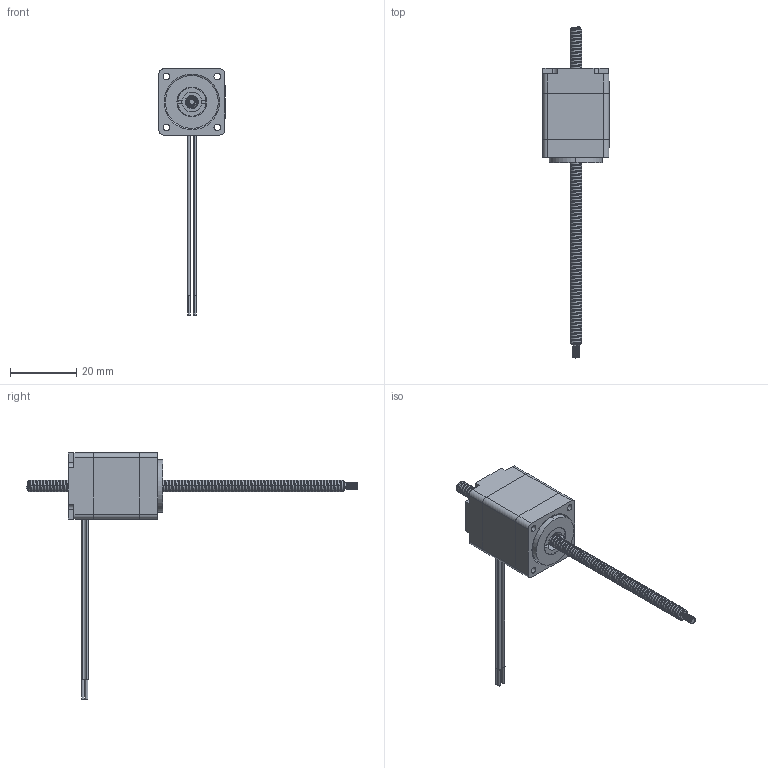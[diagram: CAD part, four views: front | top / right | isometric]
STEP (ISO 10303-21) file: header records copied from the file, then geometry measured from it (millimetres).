
FILE_DESCRIPTION (( 'STEP AP214' ), '1' );
FILE_NAME ('8N21-100.STEP', '2023-03-07T06:40:07', ( '' ), ( '' ), 'SwSTEP 2.0', 'SolidWorks 2022', '' );
FILE_SCHEMA (( 'AUTOMOTIVE_DESIGN' ));
Length unit declared in the file: millimetre
Products named in the file (21): 09-005-4-1.STP; 20单厚标签.STP; 07-008轴承.STP; 8N21-100.STP; 01-167.STP; 09-005-1-1.STP; 09-005-2-1.STP; 01-165-1.STP; 02-156-1-1.STP; 8N21-100; 12-056-1-1.STP; 04-002-3.STP; 05-0229.STP; 09-005-3-1.STP; 02-161.STP; 06-006预紧.STP; 12-057-1.STP; 03-226-6.STP; 12-055-1-1.STP; 07-045-2.STP; 10-001垫片.STP
Assembly tree (22 placements, depth 4):
  8N21-100
    8N21-100.STP
      02-161.STP
        09-005-1-1.STP
        09-005-2-1.STP
        09-005-3-1.STP
        09-005-4-1.STP
        02-156-1-1.STP
        12-055-1-1.STP
        12-056-1-1.STP
        12-057-1.STP
      01-165-1.STP
      01-167.STP
      07-045-2.STP
      07-008轴承.STP  x2
      06-006预紧.STP
      10-001垫片.STP
      04-002-3.STP
      03-226-6.STP  x2
      05-0229.STP
      20单厚标签.STP
Bounding box: 20.1 x 100.48 x 74.5 mm (x, y, z)
Volume: 8588.2 mm3; surface area: 17410.3 mm2
Topology: 27 solids, 27 shells, 2607 faces, 7523 edges, 4998 vertices
Faces by surface type: cylinder 1403, plane 1098, bspline 80, cone 26
Entity records: 105795 total; most frequent: CARTESIAN_POINT 44643, ORIENTED_EDGE 12986, DIRECTION 12167, EDGE_CURVE 6493, VERTEX_POINT 4314, AXIS2_PLACEMENT_3D 4124, VECTOR 3919, LINE 3919
